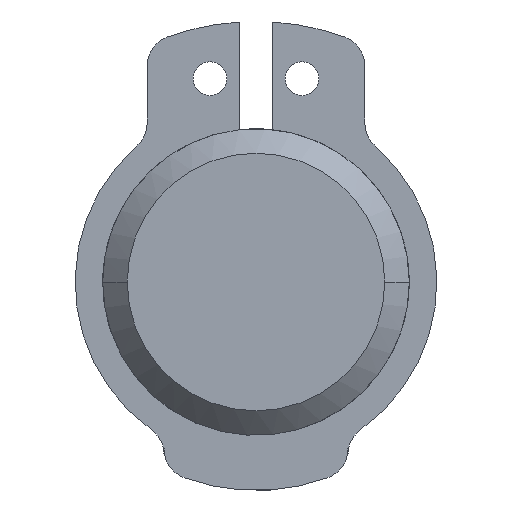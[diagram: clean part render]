
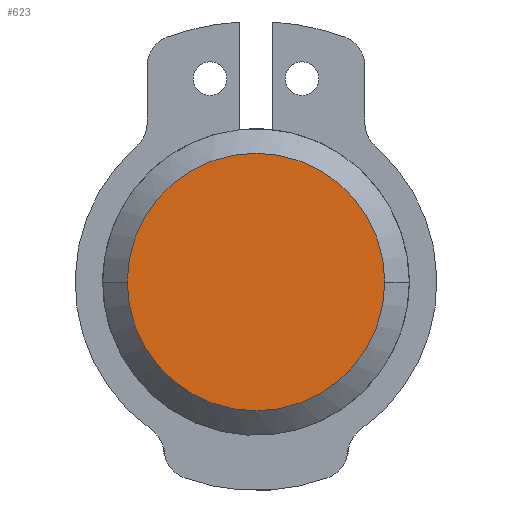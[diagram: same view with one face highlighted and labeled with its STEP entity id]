
A CAD part, left-side view. The second image highlights one B-rep face of the part: STEP entity #623.
In plain terms, the highlighted planar face has unit normal (-1, 0, 0).
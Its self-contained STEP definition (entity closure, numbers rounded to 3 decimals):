
#465=EDGE_CURVE('',#937,#829,#1233,.T.);
#507=EDGE_CURVE('',#829,#937,#1279,.T.);
#623=ADVANCED_FACE('',(#1408),#1409,.F.);
#829=VERTEX_POINT('',#1632);
#937=VERTEX_POINT('',#1756);
#1233=CIRCLE('',#2086,4.2);
#1279=CIRCLE('',#2152,4.2);
#1408=FACE_OUTER_BOUND('',#2313,.T.);
#1409=PLANE('',#2314);
#1632=CARTESIAN_POINT('',(-17.5,-4.2,0.));
#1756=CARTESIAN_POINT('',(-17.5,4.2,0.));
#2086=AXIS2_PLACEMENT_3D('',#3149,#3150,#3151);
#2152=AXIS2_PLACEMENT_3D('',#3211,#3212,#3213);
#2313=EDGE_LOOP('',(#3383,#3384));
#2314=AXIS2_PLACEMENT_3D('',#3385,#3386,#3387);
#3149=CARTESIAN_POINT('',(-17.5,0.,0.));
#3150=DIRECTION('',(-1.0,0.,0.));
#3151=DIRECTION('',(0.,1.0,0.));
#3211=CARTESIAN_POINT('',(-17.5,0.,0.));
#3212=DIRECTION('',(-1.0,0.,0.));
#3213=DIRECTION('',(0.,1.0,0.));
#3383=ORIENTED_EDGE('',*,*,#465,.T.);
#3384=ORIENTED_EDGE('',*,*,#507,.T.);
#3385=CARTESIAN_POINT('',(-17.5,0.,1.522));
#3386=DIRECTION('',(1.0,0.,0.));
#3387=DIRECTION('',(0.,1.0,0.0));
